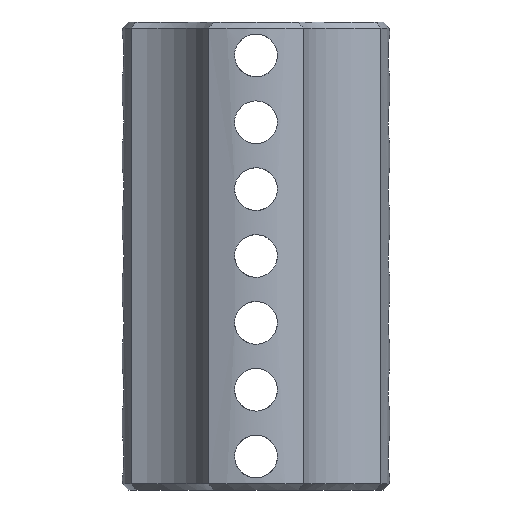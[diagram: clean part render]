
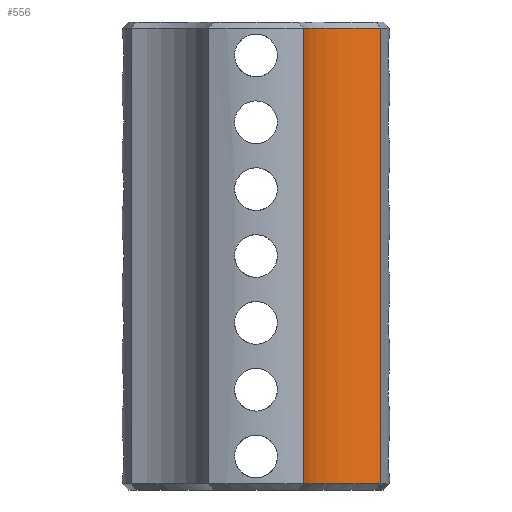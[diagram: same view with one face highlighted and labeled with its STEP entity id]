
A CAD part, front view. The second image highlights one B-rep face of the part: STEP entity #556.
In plain terms, the highlighted cylindrical face has radius 5 mm (diameter 10 mm), a partial arc.
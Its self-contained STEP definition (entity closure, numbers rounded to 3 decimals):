
#21 = EDGE_CURVE('',#22,#24,#26,.T.);
#22 = VERTEX_POINT('',#23);
#23 = CARTESIAN_POINT('',(5.841,-2.225,0.3));
#24 = VERTEX_POINT('',#25);
#25 = CARTESIAN_POINT('',(5.841,-2.225,21.575));
#26 = LINE('',#27,#28);
#27 = CARTESIAN_POINT('',(5.841,-2.225,0.));
#28 = VECTOR('',#29,1.);
#29 = DIRECTION('',(0.,0.,1.));
#556 = ADVANCED_FACE('',(#557),#584,.F.);
#557 = FACE_BOUND('',#558,.T.);
#558 = EDGE_LOOP('',(#559,#560,#569,#577));
#559 = ORIENTED_EDGE('',*,*,#21,.T.);
#560 = ORIENTED_EDGE('',*,*,#561,.T.);
#561 = EDGE_CURVE('',#24,#562,#564,.T.);
#562 = VERTEX_POINT('',#563);
#563 = CARTESIAN_POINT('',(2.225,-5.841,21.575));
#564 = CIRCLE('',#565,5.);
#565 = AXIS2_PLACEMENT_3D('',#566,#567,#568);
#566 = CARTESIAN_POINT('',(7.071,-7.071,21.575));
#567 = DIRECTION('',(0.,0.,1.));
#568 = DIRECTION('',(-0.246,0.969,0.));
#569 = ORIENTED_EDGE('',*,*,#570,.F.);
#570 = EDGE_CURVE('',#571,#562,#573,.T.);
#571 = VERTEX_POINT('',#572);
#572 = CARTESIAN_POINT('',(2.225,-5.841,0.3));
#573 = LINE('',#574,#575);
#574 = CARTESIAN_POINT('',(2.225,-5.841,0.));
#575 = VECTOR('',#576,1.);
#576 = DIRECTION('',(0.,0.,1.));
#577 = ORIENTED_EDGE('',*,*,#578,.F.);
#578 = EDGE_CURVE('',#22,#571,#579,.T.);
#579 = CIRCLE('',#580,5.);
#580 = AXIS2_PLACEMENT_3D('',#581,#582,#583);
#581 = CARTESIAN_POINT('',(7.071,-7.071,0.3));
#582 = DIRECTION('',(0.,0.,1.));
#583 = DIRECTION('',(-0.246,0.969,0.));
#584 = CYLINDRICAL_SURFACE('',#585,5.);
#585 = AXIS2_PLACEMENT_3D('',#586,#587,#588);
#586 = CARTESIAN_POINT('',(7.071,-7.071,0.));
#587 = DIRECTION('',(-0.,-0.,-1.));
#588 = DIRECTION('',(1.,0.,0.));
